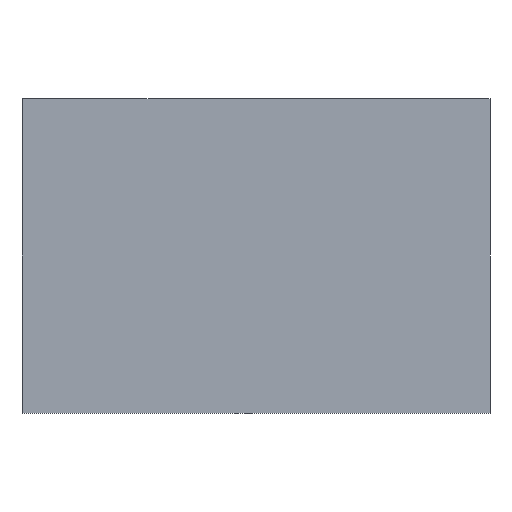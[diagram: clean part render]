
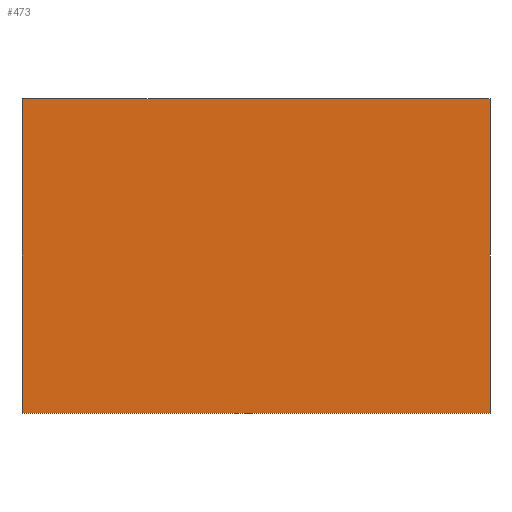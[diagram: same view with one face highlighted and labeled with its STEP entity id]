
A CAD part, front view. The second image highlights one B-rep face of the part: STEP entity #473.
In plain terms, the highlighted planar face has unit normal (0, -1, 0).
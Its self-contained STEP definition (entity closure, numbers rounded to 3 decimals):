
#1 = CARTESIAN_POINT ( 'NONE',  ( -67., 0., -45. ) ) ;
#28 = LINE ( 'NONE', #136, #538 ) ;
#48 = LINE ( 'NONE', #240, #145 ) ;
#63 = ORIENTED_EDGE ( 'NONE', *, *, #412, .F. ) ;
#99 = DIRECTION ( 'NONE',  ( 0., -1., 0. ) ) ;
#101 = EDGE_CURVE ( 'NONE', #212, #530, #48, .T. ) ;
#136 = CARTESIAN_POINT ( 'NONE',  ( -67., 0., 45. ) ) ;
#145 = VECTOR ( 'NONE', #330, 1000. ) ;
#146 = CARTESIAN_POINT ( 'NONE',  ( 67., 0., -45. ) ) ;
#162 = ORIENTED_EDGE ( 'NONE', *, *, #518, .F. ) ;
#178 = ORIENTED_EDGE ( 'NONE', *, *, #101, .F. ) ;
#212 = VERTEX_POINT ( 'NONE', #429 ) ;
#217 = CARTESIAN_POINT ( 'NONE',  ( -67., 0., 45. ) ) ;
#234 = VECTOR ( 'NONE', #344, 1000. ) ;
#235 = PLANE ( 'NONE',  #312 ) ;
#240 = CARTESIAN_POINT ( 'NONE',  ( 67., 0., 45. ) ) ;
#264 = EDGE_CURVE ( 'NONE', #329, #212, #531, .T. ) ;
#312 = AXIS2_PLACEMENT_3D ( 'NONE', #598, #99, #454 ) ;
#315 = DIRECTION ( 'NONE',  ( 0., 0., 1. ) ) ;
#323 = LINE ( 'NONE', #414, #590 ) ;
#329 = VERTEX_POINT ( 'NONE', #542 ) ;
#330 = DIRECTION ( 'NONE',  ( 0., 0., -1. ) ) ;
#344 = DIRECTION ( 'NONE',  ( 1., 0., 0. ) ) ;
#349 = ORIENTED_EDGE ( 'NONE', *, *, #264, .F. ) ;
#372 = EDGE_LOOP ( 'NONE', ( #178, #349, #63, #162 ) ) ;
#412 = EDGE_CURVE ( 'NONE', #432, #329, #28, .T. ) ;
#414 = CARTESIAN_POINT ( 'NONE',  ( -67., 0., -45. ) ) ;
#415 = FACE_OUTER_BOUND ( 'NONE', #372, .T. ) ;
#429 = CARTESIAN_POINT ( 'NONE',  ( 67., 0., 45. ) ) ;
#432 = VERTEX_POINT ( 'NONE', #1 ) ;
#454 = DIRECTION ( 'NONE',  ( 0., 0., -1. ) ) ;
#473 = ADVANCED_FACE ( 'NONE', ( #415 ), #235, .T. ) ;
#518 = EDGE_CURVE ( 'NONE', #530, #432, #323, .T. ) ;
#530 = VERTEX_POINT ( 'NONE', #146 ) ;
#531 = LINE ( 'NONE', #217, #234 ) ;
#538 = VECTOR ( 'NONE', #315, 1000. ) ;
#542 = CARTESIAN_POINT ( 'NONE',  ( -67., 0., 45. ) ) ;
#550 = DIRECTION ( 'NONE',  ( -1., 0., 0. ) ) ;
#590 = VECTOR ( 'NONE', #550, 1000. ) ;
#598 = CARTESIAN_POINT ( 'NONE',  ( 0., 0., 0. ) ) ;
